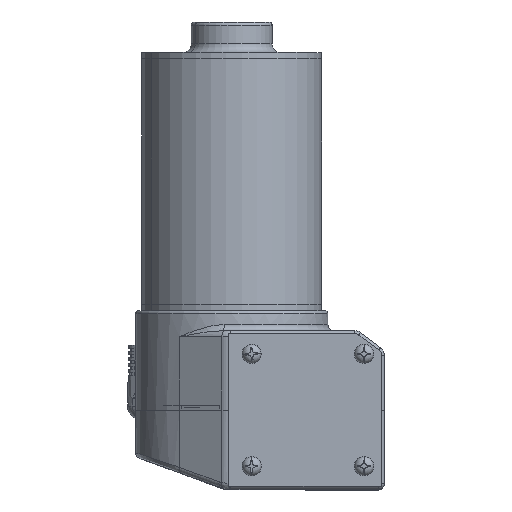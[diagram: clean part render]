
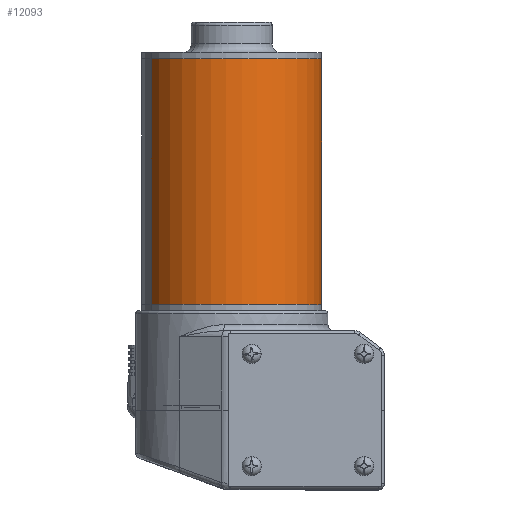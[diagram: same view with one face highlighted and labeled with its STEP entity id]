
A CAD part, top view. The second image highlights one B-rep face of the part: STEP entity #12093.
In plain terms, the highlighted cylindrical face has radius 29.5 mm (diameter 59 mm), a partial arc.
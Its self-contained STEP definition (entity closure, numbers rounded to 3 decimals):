
#80 = VERTEX_POINT ( 'NONE', #27645 ) ;
#1964 = CARTESIAN_POINT ( 'NONE',  ( 0., 0., 0. ) ) ;
#4333 = DIRECTION ( 'NONE',  ( 1., 0., 0. ) ) ;
#4388 = VECTOR ( 'NONE', #18760, 1000. ) ;
#5945 = ORIENTED_EDGE ( 'NONE', *, *, #15042, .F. ) ;
#7092 = DIRECTION ( 'NONE',  ( -1., 0., 0. ) ) ;
#7563 = VECTOR ( 'NONE', #16530, 1000. ) ;
#8144 = DIRECTION ( 'NONE',  ( 0., 0., 1. ) ) ;
#10648 = FACE_OUTER_BOUND ( 'NONE', #21562, .T. ) ;
#10717 = LINE ( 'NONE', #25463, #4388 ) ;
#11254 = CIRCLE ( 'NONE', #21934, 29.5 ) ;
#11588 = VERTEX_POINT ( 'NONE', #28487 ) ;
#12093 = ADVANCED_FACE ( 'NONE', ( #10648 ), #21550, .T. ) ;
#14533 = AXIS2_PLACEMENT_3D ( 'NONE', #22129, #8144, #24439 ) ;
#14565 = VERTEX_POINT ( 'NONE', #27638 ) ;
#15029 = CARTESIAN_POINT ( 'NONE',  ( -29.5, 0., 80.5 ) ) ;
#15042 = EDGE_CURVE ( 'NONE', #25316, #11588, #19407, .T. ) ;
#16325 = AXIS2_PLACEMENT_3D ( 'NONE', #21394, #23407, #7092 ) ;
#16530 = DIRECTION ( 'NONE',  ( 0., 0., -1. ) ) ;
#16790 = CIRCLE ( 'NONE', #14533, 29.5 ) ;
#17122 = ORIENTED_EDGE ( 'NONE', *, *, #29621, .T. ) ;
#18522 = DIRECTION ( 'NONE',  ( 0., 0., 1. ) ) ;
#18760 = DIRECTION ( 'NONE',  ( 0., 0., -1. ) ) ;
#19407 = LINE ( 'NONE', #23223, #7563 ) ;
#21394 = CARTESIAN_POINT ( 'NONE',  ( 0., 0., 80.5 ) ) ;
#21550 = CYLINDRICAL_SURFACE ( 'NONE', #16325, 29.5 ) ;
#21562 = EDGE_LOOP ( 'NONE', ( #21692, #17122, #24096, #5945 ) ) ;
#21692 = ORIENTED_EDGE ( 'NONE', *, *, #23742, .F. ) ;
#21934 = AXIS2_PLACEMENT_3D ( 'NONE', #1964, #18522, #4333 ) ;
#22129 = CARTESIAN_POINT ( 'NONE',  ( 0., 0., 80.5 ) ) ;
#22402 = EDGE_CURVE ( 'NONE', #80, #11588, #11254, .T. ) ;
#23223 = CARTESIAN_POINT ( 'NONE',  ( -29.5, 0., 80.5 ) ) ;
#23407 = DIRECTION ( 'NONE',  ( 0., 0., -1. ) ) ;
#23742 = EDGE_CURVE ( 'NONE', #14565, #25316, #16790, .T. ) ;
#24096 = ORIENTED_EDGE ( 'NONE', *, *, #22402, .T. ) ;
#24439 = DIRECTION ( 'NONE',  ( 1., 0., 0. ) ) ;
#25316 = VERTEX_POINT ( 'NONE', #15029 ) ;
#25463 = CARTESIAN_POINT ( 'NONE',  ( 29.5, 0., 80.5 ) ) ;
#27638 = CARTESIAN_POINT ( 'NONE',  ( 29.5, 0., 80.5 ) ) ;
#27645 = CARTESIAN_POINT ( 'NONE',  ( 29.5, 0., 0. ) ) ;
#28487 = CARTESIAN_POINT ( 'NONE',  ( -29.5, 0., 0. ) ) ;
#29621 = EDGE_CURVE ( 'NONE', #14565, #80, #10717, .T. ) ;
